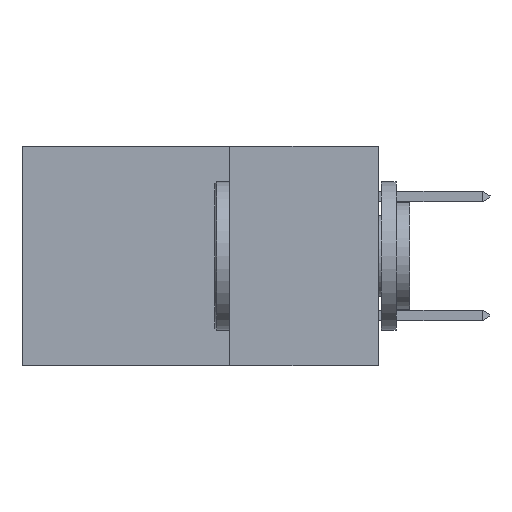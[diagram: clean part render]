
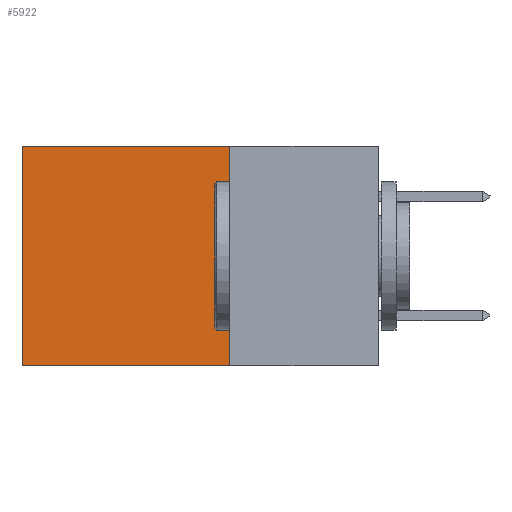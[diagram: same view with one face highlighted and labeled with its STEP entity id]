
A CAD part, left-side view. The second image highlights one B-rep face of the part: STEP entity #5922.
In plain terms, the highlighted planar face has unit normal (-1, 0, 0).
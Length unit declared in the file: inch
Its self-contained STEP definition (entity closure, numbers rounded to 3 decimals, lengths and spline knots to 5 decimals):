
#79 = LINE ( 'NONE', #19255, #20873 ) ;
#1637 = VECTOR ( 'NONE', #19291, 39.37008 ) ;
#1821 = CARTESIAN_POINT ( 'NONE',  ( 0.2615, 0.6, -0.37 ) ) ;
#1934 = EDGE_CURVE ( 'NONE', #6523, #21669, #79, .T. ) ;
#2122 = DIRECTION ( 'NONE',  ( 1., 0., 0. ) ) ;
#3281 = DIRECTION ( 'NONE',  ( 0., 0., -1. ) ) ;
#3660 = CARTESIAN_POINT ( 'NONE',  ( 0.2615, 0.6, 0. ) ) ;
#3821 = DIRECTION ( 'NONE',  ( 0., 0., -1. ) ) ;
#4050 = EDGE_CURVE ( 'NONE', #6523, #25234, #26812, .T. ) ;
#4404 = ORIENTED_EDGE ( 'NONE', *, *, #4050, .F. ) ;
#5654 = VECTOR ( 'NONE', #3281, 39.37008 ) ;
#5922 = ADVANCED_FACE ( 'NONE', ( #21427 ), #23096, .F. ) ;
#6183 = EDGE_CURVE ( 'NONE', #21669, #7410, #23360, .T. ) ;
#6523 = VERTEX_POINT ( 'NONE', #22625 ) ;
#7036 = CARTESIAN_POINT ( 'NONE',  ( 0.2615, 0.25, -0.37 ) ) ;
#7410 = VERTEX_POINT ( 'NONE', #16330 ) ;
#7520 = VECTOR ( 'NONE', #8436, 39.37008 ) ;
#8436 = DIRECTION ( 'NONE',  ( 0., 0., -1. ) ) ;
#10027 = ORIENTED_EDGE ( 'NONE', *, *, #6183, .T. ) ;
#10807 = DIRECTION ( 'NONE',  ( 0., 1., 0. ) ) ;
#16330 = CARTESIAN_POINT ( 'NONE',  ( 0.2615, 0.6, -0.37 ) ) ;
#18632 = CARTESIAN_POINT ( 'NONE',  ( 0.2615, 0.25, -0.37 ) ) ;
#18828 = EDGE_LOOP ( 'NONE', ( #10027, #20940, #4404, #19860 ) ) ;
#18931 = EDGE_CURVE ( 'NONE', #25234, #7410, #21265, .T. ) ;
#19255 = CARTESIAN_POINT ( 'NONE',  ( 0.2615, 0.25, 0. ) ) ;
#19291 = DIRECTION ( 'NONE',  ( 0., 1., 0. ) ) ;
#19860 = ORIENTED_EDGE ( 'NONE', *, *, #1934, .T. ) ;
#20873 = VECTOR ( 'NONE', #10807, 39.37008 ) ;
#20940 = ORIENTED_EDGE ( 'NONE', *, *, #18931, .F. ) ;
#21265 = LINE ( 'NONE', #27326, #1637 ) ;
#21277 = CARTESIAN_POINT ( 'NONE',  ( 0.2615, 0.25, -0.37 ) ) ;
#21427 = FACE_OUTER_BOUND ( 'NONE', #18828, .T. ) ;
#21669 = VERTEX_POINT ( 'NONE', #3660 ) ;
#22625 = CARTESIAN_POINT ( 'NONE',  ( 0.2615, 0.25, 0. ) ) ;
#23096 = PLANE ( 'NONE',  #26864 ) ;
#23360 = LINE ( 'NONE', #1821, #7520 ) ;
#25234 = VERTEX_POINT ( 'NONE', #7036 ) ;
#26812 = LINE ( 'NONE', #18632, #5654 ) ;
#26864 = AXIS2_PLACEMENT_3D ( 'NONE', #21277, #2122, #3821 ) ;
#27326 = CARTESIAN_POINT ( 'NONE',  ( 0.2615, 0.25, -0.37 ) ) ;
